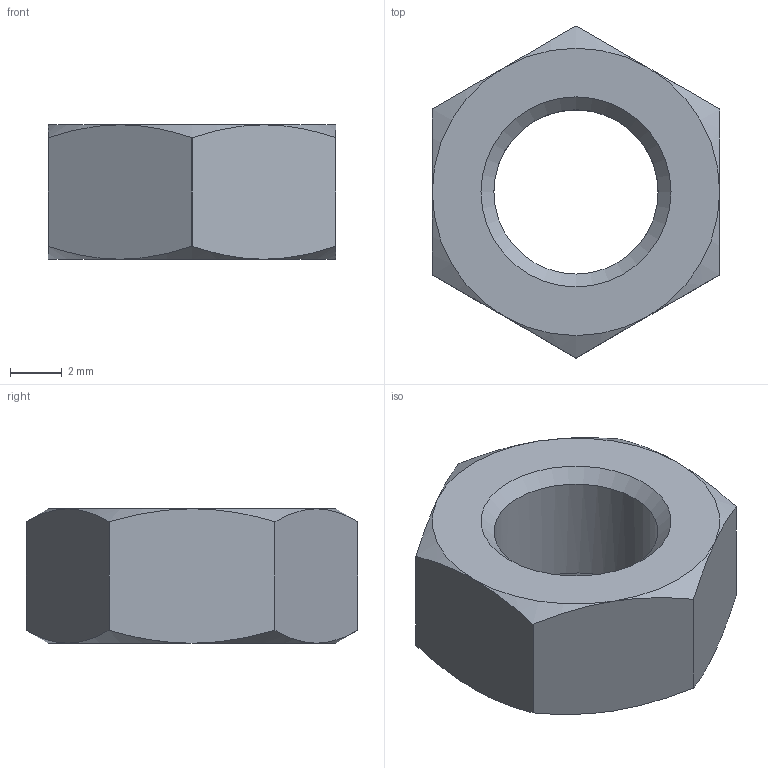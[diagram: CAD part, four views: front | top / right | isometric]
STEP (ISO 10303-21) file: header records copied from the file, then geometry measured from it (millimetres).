
FILE_DESCRIPTION(('FreeCAD Model'),'2;1');
FILE_NAME('ANSI-ASME-B18.2.2_Hex_Nut_1_4-20.stp', '2013-08-05T01:16:34',('FreeCAD'),('FreeCAD'), 'Open CASCADE STEP processor 6.5','FreeCAD','Unknown');
FILE_SCHEMA(('AUTOMOTIVE_DESIGN_CC2 { 1 2 10303 214 -1 1 5 4 }'));
Length unit declared in the file: millimetre
Products named in the file (1): ANSI-ASME-B18.2.2_Hex_Nut_1/4-20
Bounding box: 11.11 x 12.83 x 5.2 mm (x, y, z)
Volume: 383.2 mm3; surface area: 433.4 mm2
Topology: 1 solids, 1 shells, 30 faces, 70 edges, 42 vertices
Faces by surface type: cone 14, plane 8, cylinder 7, bspline 1
Full cylindrical faces by diameter (mm): 6.35 x1
Entity records: 1967 total; most frequent: CARTESIAN_POINT 632, DIRECTION 240, ORIENTED_EDGE 140, PCURVE 140, DEFINITIONAL_REPRESENTATION 140, AXIS2_PLACEMENT_3D 82, EDGE_CURVE 70, SURFACE_CURVE 68
